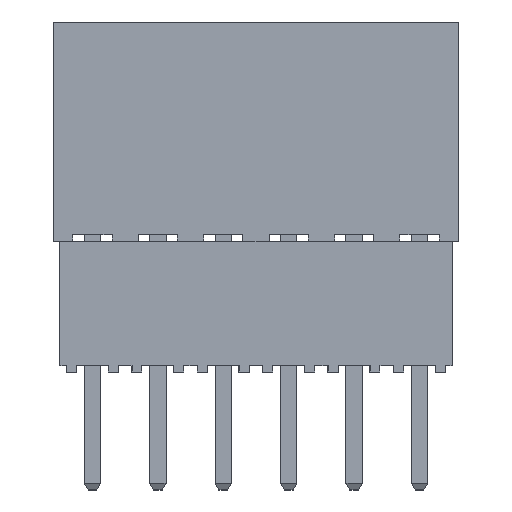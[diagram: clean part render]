
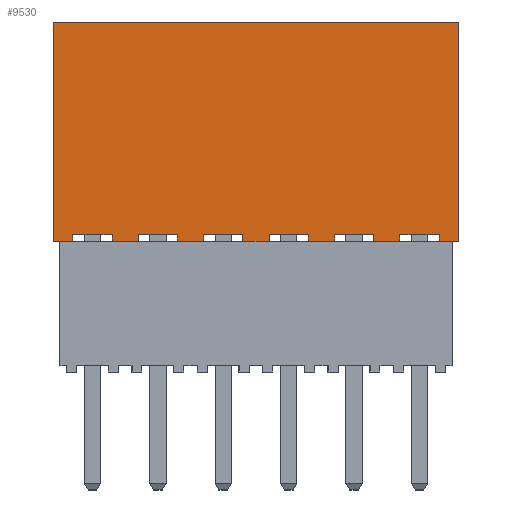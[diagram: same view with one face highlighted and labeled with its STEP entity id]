
A CAD part, top view. The second image highlights one B-rep face of the part: STEP entity #9530.
In plain terms, the highlighted planar face has unit normal (0, 0, 1).
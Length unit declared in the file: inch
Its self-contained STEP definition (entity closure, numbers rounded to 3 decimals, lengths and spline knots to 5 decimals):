
#163=ORIENTED_EDGE('',*,*,#2916,.F.);
#164=ORIENTED_EDGE('',*,*,#2842,.T.);
#165=ORIENTED_EDGE('',*,*,#2917,.F.);
#166=ORIENTED_EDGE('',*,*,#2918,.F.);
#167=ORIENTED_EDGE('',*,*,#2919,.T.);
#168=ORIENTED_EDGE('',*,*,#2864,.T.);
#169=ORIENTED_EDGE('',*,*,#2920,.F.);
#170=ORIENTED_EDGE('',*,*,#2921,.F.);
#171=ORIENTED_EDGE('',*,*,#2922,.F.);
#172=ORIENTED_EDGE('',*,*,#2860,.T.);
#173=ORIENTED_EDGE('',*,*,#2923,.F.);
#174=ORIENTED_EDGE('',*,*,#2924,.F.);
#175=ORIENTED_EDGE('',*,*,#2925,.F.);
#176=ORIENTED_EDGE('',*,*,#2856,.T.);
#177=ORIENTED_EDGE('',*,*,#2926,.F.);
#178=ORIENTED_EDGE('',*,*,#2927,.F.);
#179=ORIENTED_EDGE('',*,*,#2928,.F.);
#180=ORIENTED_EDGE('',*,*,#2852,.T.);
#181=ORIENTED_EDGE('',*,*,#2929,.F.);
#182=ORIENTED_EDGE('',*,*,#2930,.F.);
#183=ORIENTED_EDGE('',*,*,#2931,.F.);
#184=ORIENTED_EDGE('',*,*,#2848,.T.);
#185=ORIENTED_EDGE('',*,*,#2932,.F.);
#186=ORIENTED_EDGE('',*,*,#2933,.F.);
#187=ORIENTED_EDGE('',*,*,#2934,.F.);
#188=ORIENTED_EDGE('',*,*,#2844,.T.);
#189=ORIENTED_EDGE('',*,*,#2935,.F.);
#190=ORIENTED_EDGE('',*,*,#2936,.F.);
#2842=EDGE_CURVE('',#4219,#4222,#5126,.T.);
#2844=EDGE_CURVE('',#4225,#4223,#5128,.T.);
#2848=EDGE_CURVE('',#4229,#4227,#5132,.T.);
#2852=EDGE_CURVE('',#4233,#4231,#5136,.T.);
#2856=EDGE_CURVE('',#4237,#4235,#5140,.T.);
#2860=EDGE_CURVE('',#4241,#4239,#5144,.T.);
#2864=EDGE_CURVE('',#4245,#4243,#5148,.T.);
#2916=EDGE_CURVE('',#4219,#4289,#5200,.T.);
#2917=EDGE_CURVE('',#4290,#4222,#5201,.T.);
#2918=EDGE_CURVE('',#4291,#4290,#5202,.T.);
#2919=EDGE_CURVE('',#4291,#4245,#5203,.T.);
#2920=EDGE_CURVE('',#4292,#4243,#5204,.T.);
#2921=EDGE_CURVE('',#4293,#4292,#5205,.T.);
#2922=EDGE_CURVE('',#4241,#4293,#5206,.T.);
#2923=EDGE_CURVE('',#4294,#4239,#5207,.T.);
#2924=EDGE_CURVE('',#4295,#4294,#5208,.T.);
#2925=EDGE_CURVE('',#4237,#4295,#5209,.T.);
#2926=EDGE_CURVE('',#4296,#4235,#5210,.T.);
#2927=EDGE_CURVE('',#4297,#4296,#5211,.T.);
#2928=EDGE_CURVE('',#4233,#4297,#5212,.T.);
#2929=EDGE_CURVE('',#4298,#4231,#5213,.T.);
#2930=EDGE_CURVE('',#4299,#4298,#5214,.T.);
#2931=EDGE_CURVE('',#4229,#4299,#5215,.T.);
#2932=EDGE_CURVE('',#4300,#4227,#5216,.T.);
#2933=EDGE_CURVE('',#4301,#4300,#5217,.T.);
#2934=EDGE_CURVE('',#4225,#4301,#5218,.T.);
#2935=EDGE_CURVE('',#4302,#4223,#5219,.T.);
#2936=EDGE_CURVE('',#4289,#4302,#5220,.T.);
#4219=VERTEX_POINT('',#13136);
#4222=VERTEX_POINT('',#13141);
#4223=VERTEX_POINT('',#13145);
#4225=VERTEX_POINT('',#13148);
#4227=VERTEX_POINT('',#13154);
#4229=VERTEX_POINT('',#13157);
#4231=VERTEX_POINT('',#13163);
#4233=VERTEX_POINT('',#13166);
#4235=VERTEX_POINT('',#13172);
#4237=VERTEX_POINT('',#13175);
#4239=VERTEX_POINT('',#13181);
#4241=VERTEX_POINT('',#13184);
#4243=VERTEX_POINT('',#13190);
#4245=VERTEX_POINT('',#13193);
#4289=VERTEX_POINT('',#13298);
#4290=VERTEX_POINT('',#13300);
#4291=VERTEX_POINT('',#13302);
#4292=VERTEX_POINT('',#13305);
#4293=VERTEX_POINT('',#13307);
#4294=VERTEX_POINT('',#13310);
#4295=VERTEX_POINT('',#13312);
#4296=VERTEX_POINT('',#13315);
#4297=VERTEX_POINT('',#13317);
#4298=VERTEX_POINT('',#13320);
#4299=VERTEX_POINT('',#13322);
#4300=VERTEX_POINT('',#13325);
#4301=VERTEX_POINT('',#13327);
#4302=VERTEX_POINT('',#13330);
#5126=LINE('',#13142,#6482);
#5128=LINE('',#13147,#6484);
#5132=LINE('',#13156,#6488);
#5136=LINE('',#13165,#6492);
#5140=LINE('',#13174,#6496);
#5144=LINE('',#13183,#6500);
#5148=LINE('',#13192,#6504);
#5200=LINE('',#13297,#6556);
#5201=LINE('',#13299,#6557);
#5202=LINE('',#13301,#6558);
#5203=LINE('',#13303,#6559);
#5204=LINE('',#13304,#6560);
#5205=LINE('',#13306,#6561);
#5206=LINE('',#13308,#6562);
#5207=LINE('',#13309,#6563);
#5208=LINE('',#13311,#6564);
#5209=LINE('',#13313,#6565);
#5210=LINE('',#13314,#6566);
#5211=LINE('',#13316,#6567);
#5212=LINE('',#13318,#6568);
#5213=LINE('',#13319,#6569);
#5214=LINE('',#13321,#6570);
#5215=LINE('',#13323,#6571);
#5216=LINE('',#13324,#6572);
#5217=LINE('',#13326,#6573);
#5218=LINE('',#13328,#6574);
#5219=LINE('',#13329,#6575);
#5220=LINE('',#13331,#6576);
#6482=VECTOR('',#10662,39.37008);
#6484=VECTOR('',#10666,39.37008);
#6488=VECTOR('',#10672,39.37008);
#6492=VECTOR('',#10678,39.37008);
#6496=VECTOR('',#10684,39.37008);
#6500=VECTOR('',#10690,39.37008);
#6504=VECTOR('',#10696,39.37008);
#6556=VECTOR('',#10766,39.37008);
#6557=VECTOR('',#10767,39.37008);
#6558=VECTOR('',#10768,39.37008);
#6559=VECTOR('',#10769,39.37008);
#6560=VECTOR('',#10770,39.37008);
#6561=VECTOR('',#10771,39.37008);
#6562=VECTOR('',#10772,39.37008);
#6563=VECTOR('',#10773,39.37008);
#6564=VECTOR('',#10774,39.37008);
#6565=VECTOR('',#10775,39.37008);
#6566=VECTOR('',#10776,39.37008);
#6567=VECTOR('',#10777,39.37008);
#6568=VECTOR('',#10778,39.37008);
#6569=VECTOR('',#10779,39.37008);
#6570=VECTOR('',#10780,39.37008);
#6571=VECTOR('',#10781,39.37008);
#6572=VECTOR('',#10782,39.37008);
#6573=VECTOR('',#10783,39.37008);
#6574=VECTOR('',#10784,39.37008);
#6575=VECTOR('',#10785,39.37008);
#6576=VECTOR('',#10786,39.37008);
#7850=EDGE_LOOP('',(#163,#164,#165,#166,#167,#168,#169,#170,#171,#172,#173,
#174,#175,#176,#177,#178,#179,#180,#181,#182,#183,#184,#185,#186,#187,#188,
#189,#190));
#8430=FACE_BOUND('',#7850,.T.);
#9010=PLANE('',#10110);
#9530=ADVANCED_FACE('',(#8430),#9010,.F.);
#10110=AXIS2_PLACEMENT_3D('',#13296,#10764,#10765);
#10662=DIRECTION('',(1.,0.,0.));
#10666=DIRECTION('',(1.,0.,0.));
#10672=DIRECTION('',(1.,0.,0.));
#10678=DIRECTION('',(1.,0.,0.));
#10684=DIRECTION('',(1.,0.,0.));
#10690=DIRECTION('',(1.,0.,0.));
#10696=DIRECTION('',(1.,0.,0.));
#10764=DIRECTION('',(0.,0.,-1.));
#10765=DIRECTION('',(-1.,0.,0.));
#10766=DIRECTION('',(0.,1.,0.));
#10767=DIRECTION('',(0.,-1.,0.));
#10768=DIRECTION('',(1.,0.,0.));
#10769=DIRECTION('',(0.,-1.,0.));
#10770=DIRECTION('',(0.,-1.,0.));
#10771=DIRECTION('',(-1.,0.,0.));
#10772=DIRECTION('',(0.,1.,0.));
#10773=DIRECTION('',(0.,-1.,0.));
#10774=DIRECTION('',(-1.,0.,0.));
#10775=DIRECTION('',(0.,1.,0.));
#10776=DIRECTION('',(0.,-1.,0.));
#10777=DIRECTION('',(-1.,0.,0.));
#10778=DIRECTION('',(0.,1.,0.));
#10779=DIRECTION('',(0.,-1.,0.));
#10780=DIRECTION('',(-1.,0.,0.));
#10781=DIRECTION('',(0.,1.,0.));
#10782=DIRECTION('',(0.,-1.,0.));
#10783=DIRECTION('',(-1.,0.,0.));
#10784=DIRECTION('',(0.,1.,0.));
#10785=DIRECTION('',(0.,-1.,0.));
#10786=DIRECTION('',(-1.,0.,0.));
#13136=CARTESIAN_POINT('',(0.59,0.,0.0975));
#13141=CARTESIAN_POINT('',(0.62,0.,0.0975));
#13142=CARTESIAN_POINT('',(0.,0.,0.0975));
#13145=CARTESIAN_POINT('',(0.53,0.,0.0975));
#13147=CARTESIAN_POINT('',(0.,0.,0.0975));
#13148=CARTESIAN_POINT('',(0.49,0.,0.0975));
#13154=CARTESIAN_POINT('',(0.43,0.,0.0975));
#13156=CARTESIAN_POINT('',(0.,0.,0.0975));
#13157=CARTESIAN_POINT('',(0.39,0.,0.0975));
#13163=CARTESIAN_POINT('',(0.33,0.,0.0975));
#13165=CARTESIAN_POINT('',(0.,0.,0.0975));
#13166=CARTESIAN_POINT('',(0.29,0.,0.0975));
#13172=CARTESIAN_POINT('',(0.23,0.,0.0975));
#13174=CARTESIAN_POINT('',(0.,0.,0.0975));
#13175=CARTESIAN_POINT('',(0.19,0.,0.0975));
#13181=CARTESIAN_POINT('',(0.13,0.,0.0975));
#13183=CARTESIAN_POINT('',(0.,0.,0.0975));
#13184=CARTESIAN_POINT('',(0.09,0.,0.0975));
#13190=CARTESIAN_POINT('',(0.03,0.,0.0975));
#13192=CARTESIAN_POINT('',(0.,0.,0.0975));
#13193=CARTESIAN_POINT('',(0.,0.,0.0975));
#13296=CARTESIAN_POINT('',(0.,0.335,0.0975));
#13297=CARTESIAN_POINT('',(0.59,0.,0.0975));
#13298=CARTESIAN_POINT('',(0.59,0.01,0.0975));
#13299=CARTESIAN_POINT('',(0.62,0.335,0.0975));
#13300=CARTESIAN_POINT('',(0.62,0.335,0.0975));
#13301=CARTESIAN_POINT('',(0.,0.335,0.0975));
#13302=CARTESIAN_POINT('',(0.,0.335,0.0975));
#13303=CARTESIAN_POINT('',(0.,0.335,0.0975));
#13304=CARTESIAN_POINT('',(0.03,0.01,0.0975));
#13305=CARTESIAN_POINT('',(0.03,0.01,0.0975));
#13306=CARTESIAN_POINT('',(0.09,0.01,0.0975));
#13307=CARTESIAN_POINT('',(0.09,0.01,0.0975));
#13308=CARTESIAN_POINT('',(0.09,0.,0.0975));
#13309=CARTESIAN_POINT('',(0.13,0.01,0.0975));
#13310=CARTESIAN_POINT('',(0.13,0.01,0.0975));
#13311=CARTESIAN_POINT('',(0.19,0.01,0.0975));
#13312=CARTESIAN_POINT('',(0.19,0.01,0.0975));
#13313=CARTESIAN_POINT('',(0.19,0.,0.0975));
#13314=CARTESIAN_POINT('',(0.23,0.01,0.0975));
#13315=CARTESIAN_POINT('',(0.23,0.01,0.0975));
#13316=CARTESIAN_POINT('',(0.29,0.01,0.0975));
#13317=CARTESIAN_POINT('',(0.29,0.01,0.0975));
#13318=CARTESIAN_POINT('',(0.29,0.,0.0975));
#13319=CARTESIAN_POINT('',(0.33,0.01,0.0975));
#13320=CARTESIAN_POINT('',(0.33,0.01,0.0975));
#13321=CARTESIAN_POINT('',(0.39,0.01,0.0975));
#13322=CARTESIAN_POINT('',(0.39,0.01,0.0975));
#13323=CARTESIAN_POINT('',(0.39,0.,0.0975));
#13324=CARTESIAN_POINT('',(0.43,0.01,0.0975));
#13325=CARTESIAN_POINT('',(0.43,0.01,0.0975));
#13326=CARTESIAN_POINT('',(0.49,0.01,0.0975));
#13327=CARTESIAN_POINT('',(0.49,0.01,0.0975));
#13328=CARTESIAN_POINT('',(0.49,0.,0.0975));
#13329=CARTESIAN_POINT('',(0.53,0.01,0.0975));
#13330=CARTESIAN_POINT('',(0.53,0.01,0.0975));
#13331=CARTESIAN_POINT('',(0.59,0.01,0.0975));
